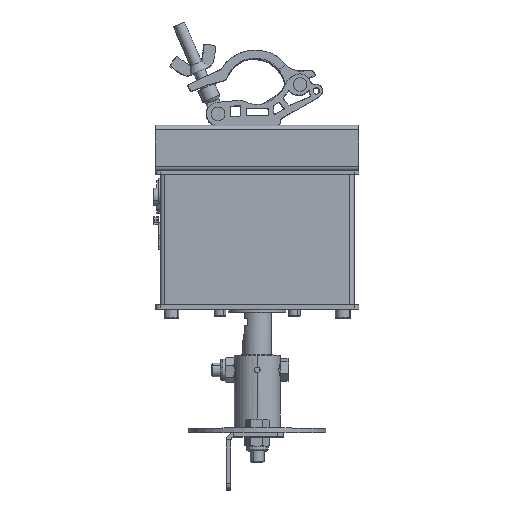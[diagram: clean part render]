
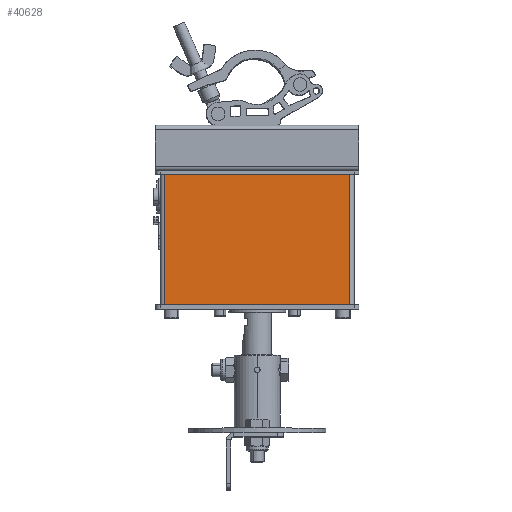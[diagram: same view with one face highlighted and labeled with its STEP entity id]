
A CAD part, top view. The second image highlights one B-rep face of the part: STEP entity #40628.
In plain terms, the highlighted planar face has unit normal (0, 0, 1).
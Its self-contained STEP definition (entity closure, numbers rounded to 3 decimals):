
#3530 = DIRECTION ( 'NONE',  ( -1., 0., 0. ) ) ;
#8989 = DIRECTION ( 'NONE',  ( -1., 0., 0. ) ) ;
#11718 = CARTESIAN_POINT ( 'NONE',  ( 156., -3., 10. ) ) ;
#13824 = VERTEX_POINT ( 'NONE', #118602 ) ;
#14272 = LINE ( 'NONE', #80813, #42249 ) ;
#16454 = ORIENTED_EDGE ( 'NONE', *, *, #101820, .F. ) ;
#19135 = LINE ( 'NONE', #11718, #58672 ) ;
#40628 = ADVANCED_FACE ( 'NONE', ( #116568 ), #117753, .F. ) ;
#42249 = VECTOR ( 'NONE', #118538, 1000. ) ;
#45755 = CARTESIAN_POINT ( 'NONE',  ( 156., -3., 10. ) ) ;
#52540 = DIRECTION ( 'NONE',  ( 0., 0., -1. ) ) ;
#57589 = ORIENTED_EDGE ( 'NONE', *, *, #97123, .T. ) ;
#58169 = CARTESIAN_POINT ( 'NONE',  ( 156., -117., 10. ) ) ;
#58672 = VECTOR ( 'NONE', #112945, 1000. ) ;
#62588 = ORIENTED_EDGE ( 'NONE', *, *, #103771, .T. ) ;
#65553 = LINE ( 'NONE', #94089, #69596 ) ;
#66765 = CARTESIAN_POINT ( 'NONE',  ( 156., -117., 10. ) ) ;
#67568 = ORIENTED_EDGE ( 'NONE', *, *, #107294, .F. ) ;
#69596 = VECTOR ( 'NONE', #8989, 1000. ) ;
#75030 = CARTESIAN_POINT ( 'NONE',  ( -6., -3., 10. ) ) ;
#77309 = DIRECTION ( 'NONE',  ( 0., 1., 0. ) ) ;
#80813 = CARTESIAN_POINT ( 'NONE',  ( -6., -117., 10. ) ) ;
#83071 = EDGE_LOOP ( 'NONE', ( #57589, #67568, #16454, #62588 ) ) ;
#87550 = VERTEX_POINT ( 'NONE', #58169 ) ;
#94089 = CARTESIAN_POINT ( 'NONE',  ( 156., -117., 10. ) ) ;
#97123 = EDGE_CURVE ( 'NONE', #115331, #101466, #19135, .T. ) ;
#101466 = VERTEX_POINT ( 'NONE', #75030 ) ;
#101820 = EDGE_CURVE ( 'NONE', #87550, #13824, #65553, .T. ) ;
#103771 = EDGE_CURVE ( 'NONE', #87550, #115331, #115701, .T. ) ;
#107294 = EDGE_CURVE ( 'NONE', #13824, #101466, #14272, .T. ) ;
#112876 = AXIS2_PLACEMENT_3D ( 'NONE', #118330, #52540, #3530 ) ;
#112945 = DIRECTION ( 'NONE',  ( -1., 0., 0. ) ) ;
#115331 = VERTEX_POINT ( 'NONE', #45755 ) ;
#115701 = LINE ( 'NONE', #66765, #115771 ) ;
#115771 = VECTOR ( 'NONE', #77309, 1000. ) ;
#116568 = FACE_OUTER_BOUND ( 'NONE', #83071, .T. ) ;
#117753 = PLANE ( 'NONE',  #112876 ) ;
#118330 = CARTESIAN_POINT ( 'NONE',  ( 156., -117., 10. ) ) ;
#118538 = DIRECTION ( 'NONE',  ( 0., 1., 0. ) ) ;
#118602 = CARTESIAN_POINT ( 'NONE',  ( -6., -117., 10. ) ) ;
